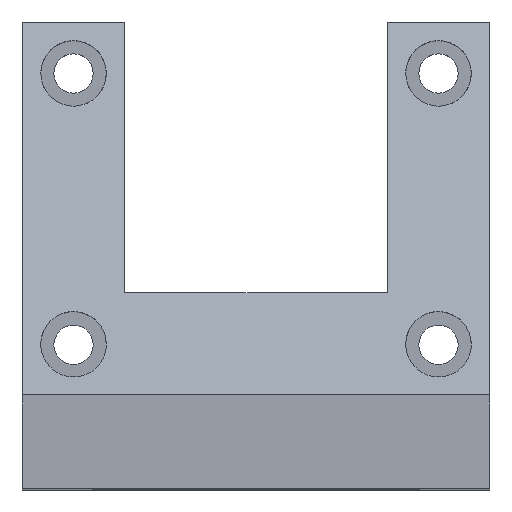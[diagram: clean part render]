
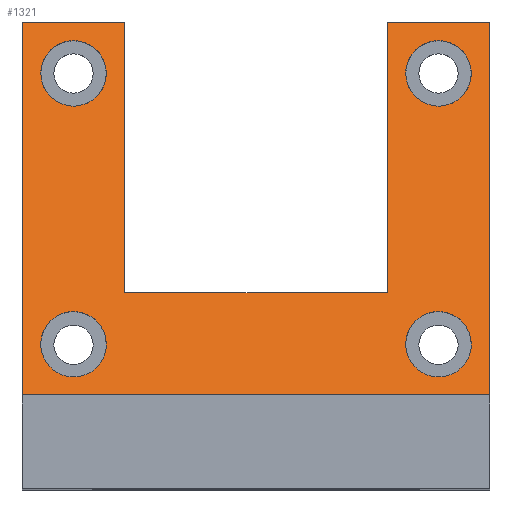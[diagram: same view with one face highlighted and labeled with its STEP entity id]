
A CAD part, top view. The second image highlights one B-rep face of the part: STEP entity #1321.
In plain terms, the highlighted planar face has unit normal (0, 0.728, 0.685).
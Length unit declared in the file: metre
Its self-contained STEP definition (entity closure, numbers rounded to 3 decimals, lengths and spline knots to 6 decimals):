
#46=ELLIPSE('',#1459,0.005107,0.0035);
#47=ELLIPSE('',#1460,0.005107,0.0035);
#48=ELLIPSE('',#1461,0.005107,0.0035);
#49=ELLIPSE('',#1462,0.005107,0.0035);
#282=ORIENTED_EDGE('',*,*,#631,.F.);
#283=ORIENTED_EDGE('',*,*,#632,.F.);
#284=ORIENTED_EDGE('',*,*,#633,.F.);
#285=ORIENTED_EDGE('',*,*,#634,.F.);
#286=ORIENTED_EDGE('',*,*,#630,.T.);
#287=ORIENTED_EDGE('',*,*,#635,.T.);
#288=ORIENTED_EDGE('',*,*,#620,.T.);
#289=ORIENTED_EDGE('',*,*,#573,.F.);
#290=ORIENTED_EDGE('',*,*,#587,.F.);
#291=ORIENTED_EDGE('',*,*,#578,.T.);
#292=ORIENTED_EDGE('',*,*,#584,.F.);
#293=ORIENTED_EDGE('',*,*,#560,.F.);
#294=ORIENTED_EDGE('',*,*,#585,.F.);
#295=ORIENTED_EDGE('',*,*,#563,.F.);
#560=EDGE_CURVE('',#747,#748,#854,.T.);
#563=EDGE_CURVE('',#749,#751,#857,.T.);
#573=EDGE_CURVE('',#757,#755,#867,.T.);
#578=EDGE_CURVE('',#761,#760,#872,.T.);
#584=EDGE_CURVE('',#748,#760,#878,.T.);
#585=EDGE_CURVE('',#751,#747,#879,.T.);
#587=EDGE_CURVE('',#761,#757,#881,.T.);
#620=EDGE_CURVE('',#794,#755,#892,.T.);
#630=EDGE_CURVE('',#749,#803,#896,.T.);
#631=EDGE_CURVE('',#804,#804,#46,.T.);
#632=EDGE_CURVE('',#805,#805,#47,.T.);
#633=EDGE_CURVE('',#806,#806,#48,.T.);
#634=EDGE_CURVE('',#807,#807,#49,.T.);
#635=EDGE_CURVE('',#803,#794,#897,.T.);
#747=VERTEX_POINT('',#2054);
#748=VERTEX_POINT('',#2056);
#749=VERTEX_POINT('',#2060);
#751=VERTEX_POINT('',#2063);
#755=VERTEX_POINT('',#2074);
#757=VERTEX_POINT('',#2079);
#760=VERTEX_POINT('',#2088);
#761=VERTEX_POINT('',#2090);
#794=VERTEX_POINT('',#2172);
#803=VERTEX_POINT('',#2190);
#804=VERTEX_POINT('',#2194);
#805=VERTEX_POINT('',#2196);
#806=VERTEX_POINT('',#2198);
#807=VERTEX_POINT('',#2200);
#854=LINE('',#2055,#976);
#857=LINE('',#2062,#979);
#867=LINE('',#2080,#989);
#872=LINE('',#2089,#994);
#878=LINE('',#2100,#1000);
#879=LINE('',#2102,#1001);
#881=LINE('',#2105,#1003);
#892=LINE('',#2171,#1014);
#896=LINE('',#2191,#1018);
#897=LINE('',#2201,#1019);
#976=VECTOR('',#1629,1.);
#979=VECTOR('',#1634,1.);
#989=VECTOR('',#1646,1.);
#994=VECTOR('',#1653,1.);
#1000=VECTOR('',#1663,1.);
#1001=VECTOR('',#1666,1.);
#1003=VECTOR('',#1670,1.);
#1014=VECTOR('',#1731,1.);
#1018=VECTOR('',#1747,1.);
#1019=VECTOR('',#1758,1.);
#1095=EDGE_LOOP('',(#282));
#1096=EDGE_LOOP('',(#283));
#1097=EDGE_LOOP('',(#284));
#1098=EDGE_LOOP('',(#285));
#1099=EDGE_LOOP('',(#286,#287,#288,#289,#290,#291,#292,#293,#294,#295));
#1201=FACE_BOUND('',#1095,.T.);
#1202=FACE_BOUND('',#1096,.T.);
#1203=FACE_BOUND('',#1097,.T.);
#1204=FACE_BOUND('',#1098,.T.);
#1205=FACE_BOUND('',#1099,.T.);
#1287=PLANE('',#1458);
#1321=ADVANCED_FACE('',(#1201,#1202,#1203,#1204,#1205),#1287,.T.);
#1458=AXIS2_PLACEMENT_3D('',#2192,#1748,#1749);
#1459=AXIS2_PLACEMENT_3D('',#2193,#1750,#1751);
#1460=AXIS2_PLACEMENT_3D('',#2195,#1752,#1753);
#1461=AXIS2_PLACEMENT_3D('',#2197,#1754,#1755);
#1462=AXIS2_PLACEMENT_3D('',#2199,#1756,#1757);
#1629=DIRECTION('',(0.,-0.685,0.728));
#1634=DIRECTION('',(0.,0.685,-0.728));
#1646=DIRECTION('',(0.,-0.685,0.728));
#1653=DIRECTION('',(0.,-0.685,0.728));
#1663=DIRECTION('',(1.,0.,0.));
#1666=DIRECTION('',(1.,0.,0.));
#1670=DIRECTION('',(1.,0.,0.));
#1731=DIRECTION('',(1.,0.,0.));
#1747=DIRECTION('',(1.,0.,0.));
#1748=DIRECTION('',(0.,0.728,0.685));
#1749=DIRECTION('',(0.,-0.685,0.728));
#1750=DIRECTION('',(0.,0.728,0.685));
#1751=DIRECTION('',(0.,0.685,-0.728));
#1752=DIRECTION('',(0.,0.728,0.685));
#1753=DIRECTION('',(0.,0.685,-0.728));
#1754=DIRECTION('',(0.,0.728,0.685));
#1755=DIRECTION('',(0.,0.685,-0.728));
#1756=DIRECTION('',(0.,0.728,0.685));
#1757=DIRECTION('',(0.,0.685,-0.728));
#1758=DIRECTION('',(1.,0.,0.));
#2054=CARTESIAN_POINT('',(-0.014,0.02,0.005));
#2055=CARTESIAN_POINT('',(-0.014,-0.029233,0.05731));
#2056=CARTESIAN_POINT('',(-0.014,-0.009,0.035813));
#2060=CARTESIAN_POINT('',(-0.025,-0.02,0.0475));
#2062=CARTESIAN_POINT('',(-0.025,-0.031817,0.060055));
#2063=CARTESIAN_POINT('',(-0.025,0.02,0.005));
#2074=CARTESIAN_POINT('',(0.025,-0.02,0.0475));
#2079=CARTESIAN_POINT('',(0.025,0.02,0.005));
#2080=CARTESIAN_POINT('',(0.025,0.,0.02625));
#2088=CARTESIAN_POINT('',(0.014,-0.009,0.035813));
#2089=CARTESIAN_POINT('',(0.014,-0.029233,0.05731));
#2090=CARTESIAN_POINT('',(0.014,0.02,0.005));
#2100=CARTESIAN_POINT('',(0.,-0.009,0.035813));
#2102=CARTESIAN_POINT('',(-0.089465,0.02,0.005));
#2105=CARTESIAN_POINT('',(-0.089465,0.02,0.005));
#2171=CARTESIAN_POINT('',(-0.089465,-0.02,0.0475));
#2172=CARTESIAN_POINT('',(0.0175,-0.02,0.0475));
#2190=CARTESIAN_POINT('',(-0.0175,-0.02,0.0475));
#2191=CARTESIAN_POINT('',(-0.089465,-0.02,0.0475));
#2192=CARTESIAN_POINT('',(-0.089465,0.,0.02625));
#2193=CARTESIAN_POINT('',(-0.0195,0.0145,0.010844));
#2194=CARTESIAN_POINT('',(-0.0195,0.018,0.007125));
#2195=CARTESIAN_POINT('',(0.0195,-0.0145,0.041656));
#2196=CARTESIAN_POINT('',(0.0195,-0.011,0.037938));
#2197=CARTESIAN_POINT('',(0.0195,0.0145,0.010844));
#2198=CARTESIAN_POINT('',(0.0195,0.018,0.007125));
#2199=CARTESIAN_POINT('',(-0.0195,-0.0145,0.041656));
#2200=CARTESIAN_POINT('',(-0.0195,-0.011,0.037938));
#2201=CARTESIAN_POINT('',(-0.089465,-0.02,0.0475));
